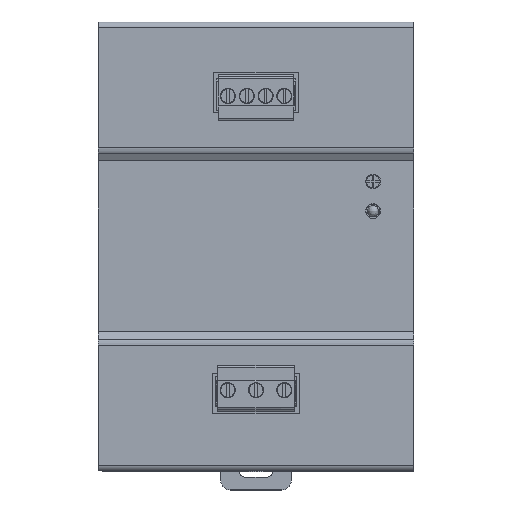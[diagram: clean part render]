
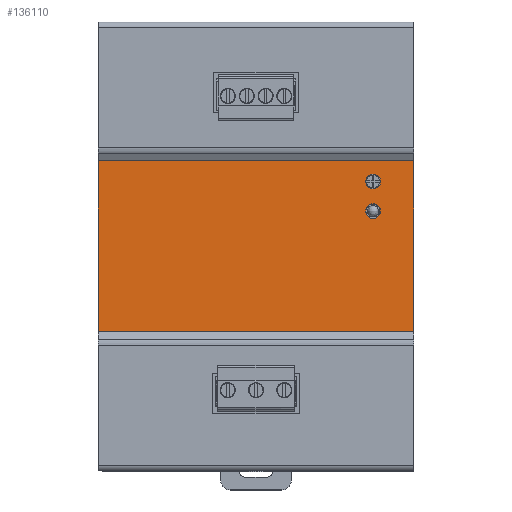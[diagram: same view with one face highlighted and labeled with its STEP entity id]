
A CAD part, top view. The second image highlights one B-rep face of the part: STEP entity #136110.
In plain terms, the highlighted planar face has unit normal (0, 0, 1).
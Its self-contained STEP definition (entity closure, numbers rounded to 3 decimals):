
#7268 = CARTESIAN_POINT ( 'NONE',  ( -83.5, 22.35, 48.15 ) ) ;
#7869 = AXIS2_PLACEMENT_3D ( 'NONE', #94586, #213232, #178963 ) ;
#8384 = CARTESIAN_POINT ( 'NONE',  ( -83.5, -23.75, 48.15 ) ) ;
#11188 = FACE_BOUND ( 'NONE', #109508, .T. ) ;
#11419 = EDGE_CURVE ( 'NONE', #102193, #206901, #49814, .T. ) ;
#18481 = DIRECTION ( 'NONE',  ( 0., -1., 0. ) ) ;
#22275 = CARTESIAN_POINT ( 'NONE',  ( 1.5, -23.75, 48.15 ) ) ;
#28005 = ORIENTED_EDGE ( 'NONE', *, *, #201178, .T. ) ;
#31553 = EDGE_LOOP ( 'NONE', ( #59660, #185655, #177984, #171579 ) ) ;
#33643 = CIRCLE ( 'NONE', #7869, 2. ) ;
#38338 = CARTESIAN_POINT ( 'NONE',  ( -9.44, 8.75, 48.15 ) ) ;
#38827 = EDGE_CURVE ( 'NONE', #113850, #56976, #63487, .T. ) ;
#39569 = CIRCLE ( 'NONE', #76648, 2. ) ;
#43494 = PLANE ( 'NONE',  #213351 ) ;
#46932 = VERTEX_POINT ( 'NONE', #145383 ) ;
#49814 = LINE ( 'NONE', #157078, #87418 ) ;
#53282 = EDGE_CURVE ( 'NONE', #125647, #134718, #39569, .T. ) ;
#54042 = DIRECTION ( 'NONE',  ( -1., 0., 0. ) ) ;
#56976 = VERTEX_POINT ( 'NONE', #185969 ) ;
#59660 = ORIENTED_EDGE ( 'NONE', *, *, #221054, .T. ) ;
#63487 = CIRCLE ( 'NONE', #78597, 2. ) ;
#69315 = VECTOR ( 'NONE', #112373, 1000. ) ;
#76648 = AXIS2_PLACEMENT_3D ( 'NONE', #96834, #161785, #179715 ) ;
#78597 = AXIS2_PLACEMENT_3D ( 'NONE', #215777, #81417, #112921 ) ;
#78980 = CARTESIAN_POINT ( 'NONE',  ( -7.44, 8.75, 48.15 ) ) ;
#81417 = DIRECTION ( 'NONE',  ( 0., 0., -1. ) ) ;
#81577 = CARTESIAN_POINT ( 'NONE',  ( 1.5, 22.35, 48.15 ) ) ;
#82285 = DIRECTION ( 'NONE',  ( -1., 0., 0. ) ) ;
#84292 = CARTESIAN_POINT ( 'NONE',  ( -83.5, 22.35, 48.15 ) ) ;
#86936 = ORIENTED_EDGE ( 'NONE', *, *, #38827, .T. ) ;
#87418 = VECTOR ( 'NONE', #188487, 1000. ) ;
#88486 = DIRECTION ( 'NONE',  ( 0., 0., -1. ) ) ;
#94586 = CARTESIAN_POINT ( 'NONE',  ( -9.44, 16.75, 48.15 ) ) ;
#95109 = EDGE_LOOP ( 'NONE', ( #186538, #157232 ) ) ;
#96588 = DIRECTION ( 'NONE',  ( -1., 0., 0. ) ) ;
#96834 = CARTESIAN_POINT ( 'NONE',  ( -9.44, 8.75, 48.15 ) ) ;
#102193 = VERTEX_POINT ( 'NONE', #8384 ) ;
#103597 = CARTESIAN_POINT ( 'NONE',  ( -11.44, 8.75, 48.15 ) ) ;
#109508 = EDGE_LOOP ( 'NONE', ( #86936, #28005 ) ) ;
#112373 = DIRECTION ( 'NONE',  ( 0., 1., 0. ) ) ;
#112921 = DIRECTION ( 'NONE',  ( -1., 0., 0. ) ) ;
#113468 = VERTEX_POINT ( 'NONE', #7268 ) ;
#113850 = VERTEX_POINT ( 'NONE', #122119 ) ;
#122119 = CARTESIAN_POINT ( 'NONE',  ( -11.44, 16.75, 48.15 ) ) ;
#125647 = VERTEX_POINT ( 'NONE', #78980 ) ;
#130703 = EDGE_CURVE ( 'NONE', #134718, #125647, #144216, .T. ) ;
#134718 = VERTEX_POINT ( 'NONE', #103597 ) ;
#135574 = LINE ( 'NONE', #184540, #210241 ) ;
#136110 = ADVANCED_FACE ( 'NONE', ( #153070, #11188, #219849 ), #43494, .T. ) ;
#144216 = CIRCLE ( 'NONE', #177814, 2. ) ;
#144621 = LINE ( 'NONE', #84292, #171094 ) ;
#145383 = CARTESIAN_POINT ( 'NONE',  ( 1.5, 22.35, 48.15 ) ) ;
#153070 = FACE_BOUND ( 'NONE', #95109, .T. ) ;
#157078 = CARTESIAN_POINT ( 'NONE',  ( 1.5, -23.75, 48.15 ) ) ;
#157232 = ORIENTED_EDGE ( 'NONE', *, *, #53282, .T. ) ;
#161785 = DIRECTION ( 'NONE',  ( 0., 0., -1. ) ) ;
#167751 = EDGE_CURVE ( 'NONE', #46932, #113468, #135574, .T. ) ;
#171094 = VECTOR ( 'NONE', #18481, 1000. ) ;
#171579 = ORIENTED_EDGE ( 'NONE', *, *, #11419, .T. ) ;
#176270 = LINE ( 'NONE', #215974, #69315 ) ;
#177814 = AXIS2_PLACEMENT_3D ( 'NONE', #38338, #88486, #54042 ) ;
#177984 = ORIENTED_EDGE ( 'NONE', *, *, #182652, .T. ) ;
#178963 = DIRECTION ( 'NONE',  ( -1., 0., 0. ) ) ;
#179715 = DIRECTION ( 'NONE',  ( -1., 0., 0. ) ) ;
#182652 = EDGE_CURVE ( 'NONE', #113468, #102193, #144621, .T. ) ;
#184540 = CARTESIAN_POINT ( 'NONE',  ( 1.5, 22.35, 48.15 ) ) ;
#185655 = ORIENTED_EDGE ( 'NONE', *, *, #167751, .T. ) ;
#185969 = CARTESIAN_POINT ( 'NONE',  ( -7.44, 16.75, 48.15 ) ) ;
#186538 = ORIENTED_EDGE ( 'NONE', *, *, #130703, .T. ) ;
#188487 = DIRECTION ( 'NONE',  ( 1., 0., 0. ) ) ;
#201178 = EDGE_CURVE ( 'NONE', #56976, #113850, #33643, .T. ) ;
#206901 = VERTEX_POINT ( 'NONE', #22275 ) ;
#210241 = VECTOR ( 'NONE', #82285, 1000. ) ;
#213232 = DIRECTION ( 'NONE',  ( 0., 0., -1. ) ) ;
#213351 = AXIS2_PLACEMENT_3D ( 'NONE', #81577, #216668, #96588 ) ;
#215777 = CARTESIAN_POINT ( 'NONE',  ( -9.44, 16.75, 48.15 ) ) ;
#215974 = CARTESIAN_POINT ( 'NONE',  ( 1.5, 22.35, 48.15 ) ) ;
#216668 = DIRECTION ( 'NONE',  ( 0., 0., 1. ) ) ;
#219849 = FACE_OUTER_BOUND ( 'NONE', #31553, .T. ) ;
#221054 = EDGE_CURVE ( 'NONE', #206901, #46932, #176270, .T. ) ;
